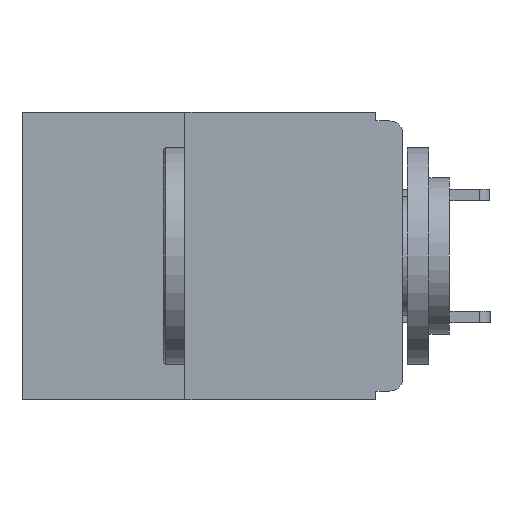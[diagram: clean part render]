
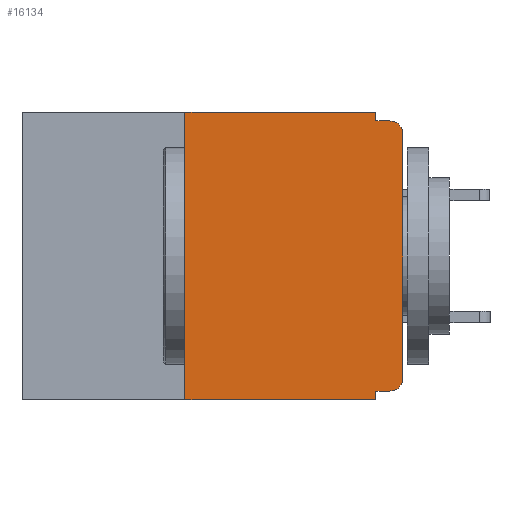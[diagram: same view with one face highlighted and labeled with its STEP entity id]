
A CAD part, left-side view. The second image highlights one B-rep face of the part: STEP entity #16134.
In plain terms, the highlighted planar face has unit normal (-1, 0, 0).
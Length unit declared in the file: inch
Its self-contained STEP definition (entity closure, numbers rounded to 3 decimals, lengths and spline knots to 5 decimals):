
#12 = LINE ( 'NONE', #14788, #12471 ) ;
#137 = VECTOR ( 'NONE', #703, 39.37008 ) ;
#249 = CARTESIAN_POINT ( 'NONE',  ( 0., 0.015, -0.32 ) ) ;
#384 = CARTESIAN_POINT ( 'NONE',  ( 0., 0.25, -0.33 ) ) ;
#588 = CIRCLE ( 'NONE', #18340, 0.015 ) ;
#703 = DIRECTION ( 'NONE',  ( 0., -1., 0. ) ) ;
#928 = CARTESIAN_POINT ( 'NONE',  ( 0., 0.015, -0.01 ) ) ;
#1710 = VECTOR ( 'NONE', #12247, 39.37008 ) ;
#2036 = CARTESIAN_POINT ( 'NONE',  ( 0., 0., 0. ) ) ;
#2300 = CARTESIAN_POINT ( 'NONE',  ( 0., 0.031, 0. ) ) ;
#2388 = DIRECTION ( 'NONE',  ( 0., 0., -1. ) ) ;
#3072 = EDGE_CURVE ( 'NONE', #16735, #10347, #9152, .T. ) ;
#3099 = DIRECTION ( 'NONE',  ( -1., 0., 0. ) ) ;
#3169 = EDGE_CURVE ( 'NONE', #6233, #11416, #7535, .T. ) ;
#3356 = VERTEX_POINT ( 'NONE', #5392 ) ;
#3420 = CIRCLE ( 'NONE', #5828, 0.015 ) ;
#4053 = DIRECTION ( 'NONE',  ( 0., 0., -1. ) ) ;
#4580 = CARTESIAN_POINT ( 'NONE',  ( 0., 0.437, 0. ) ) ;
#5392 = CARTESIAN_POINT ( 'NONE',  ( 0., 0.25, 0. ) ) ;
#5828 = AXIS2_PLACEMENT_3D ( 'NONE', #16205, #6094, #17892 ) ;
#6094 = DIRECTION ( 'NONE',  ( -1., 0., 0. ) ) ;
#6233 = VERTEX_POINT ( 'NONE', #17139 ) ;
#6410 = EDGE_CURVE ( 'NONE', #16735, #3356, #12, .T. ) ;
#6446 = AXIS2_PLACEMENT_3D ( 'NONE', #20789, #12476, #2388 ) ;
#6990 = VECTOR ( 'NONE', #4053, 39.37008 ) ;
#7050 = VERTEX_POINT ( 'NONE', #928 ) ;
#7116 = FACE_OUTER_BOUND ( 'NONE', #9122, .T. ) ;
#7535 = LINE ( 'NONE', #2036, #15991 ) ;
#8087 = CARTESIAN_POINT ( 'NONE',  ( 0., 0.031, -0.33 ) ) ;
#8461 = EDGE_CURVE ( 'NONE', #12056, #7050, #19069, .T. ) ;
#8734 = CARTESIAN_POINT ( 'NONE',  ( 0., 0.031, -0.32 ) ) ;
#8983 = ORIENTED_EDGE ( 'NONE', *, *, #3169, .T. ) ;
#9122 = EDGE_LOOP ( 'NONE', ( #8983, #10033, #10357, #11069, #11300, #12824, #13473, #15406, #16481, #19363 ) ) ;
#9152 = LINE ( 'NONE', #16830, #137 ) ;
#10033 = ORIENTED_EDGE ( 'NONE', *, *, #12626, .T. ) ;
#10077 = CARTESIAN_POINT ( 'NONE',  ( 0., 0., -0.025 ) ) ;
#10347 = VERTEX_POINT ( 'NONE', #20724 ) ;
#10357 = ORIENTED_EDGE ( 'NONE', *, *, #8461, .F. ) ;
#10790 = PLANE ( 'NONE',  #6446 ) ;
#11069 = ORIENTED_EDGE ( 'NONE', *, *, #18824, .F. ) ;
#11300 = ORIENTED_EDGE ( 'NONE', *, *, #13351, .F. ) ;
#11416 = VERTEX_POINT ( 'NONE', #10077 ) ;
#12056 = VERTEX_POINT ( 'NONE', #19735 ) ;
#12247 = DIRECTION ( 'NONE',  ( 0., -1., 0. ) ) ;
#12290 = DIRECTION ( 'NONE',  ( 0., 0., 1. ) ) ;
#12331 = CARTESIAN_POINT ( 'NONE',  ( 0., 0., -0.01 ) ) ;
#12471 = VECTOR ( 'NONE', #14564, 39.37008 ) ;
#12476 = DIRECTION ( 'NONE',  ( 1., 0., 0. ) ) ;
#12626 = EDGE_CURVE ( 'NONE', #11416, #7050, #3420, .T. ) ;
#12824 = ORIENTED_EDGE ( 'NONE', *, *, #6410, .F. ) ;
#13155 = CARTESIAN_POINT ( 'NONE',  ( 0., 0.015, -0.305 ) ) ;
#13351 = EDGE_CURVE ( 'NONE', #3356, #18166, #19097, .T. ) ;
#13473 = ORIENTED_EDGE ( 'NONE', *, *, #3072, .T. ) ;
#14287 = VERTEX_POINT ( 'NONE', #249 ) ;
#14564 = DIRECTION ( 'NONE',  ( 0., 0., 1. ) ) ;
#14621 = VECTOR ( 'NONE', #14628, 39.37008 ) ;
#14628 = DIRECTION ( 'NONE',  ( 0., -1., 0. ) ) ;
#14788 = CARTESIAN_POINT ( 'NONE',  ( 0., 0.25, -0.33 ) ) ;
#14831 = DIRECTION ( 'NONE',  ( 0., 0., -1. ) ) ;
#15047 = DIRECTION ( 'NONE',  ( 0., 1., 0. ) ) ;
#15406 = ORIENTED_EDGE ( 'NONE', *, *, #21412, .F. ) ;
#15501 = VECTOR ( 'NONE', #15047, 39.37008 ) ;
#15991 = VECTOR ( 'NONE', #12290, 39.37008 ) ;
#16134 = ADVANCED_FACE ( 'NONE', ( #7116 ), #10790, .F. ) ;
#16205 = CARTESIAN_POINT ( 'NONE',  ( 0., 0.015, -0.025 ) ) ;
#16481 = ORIENTED_EDGE ( 'NONE', *, *, #17950, .F. ) ;
#16714 = VERTEX_POINT ( 'NONE', #8734 ) ;
#16735 = VERTEX_POINT ( 'NONE', #384 ) ;
#16830 = CARTESIAN_POINT ( 'NONE',  ( 0., 0.437, -0.33 ) ) ;
#17139 = CARTESIAN_POINT ( 'NONE',  ( 0., 0., -0.305 ) ) ;
#17364 = CARTESIAN_POINT ( 'NONE',  ( 0., 0.031, 0. ) ) ;
#17892 = DIRECTION ( 'NONE',  ( 0., 0., -1. ) ) ;
#17950 = EDGE_CURVE ( 'NONE', #14287, #16714, #19963, .T. ) ;
#18166 = VERTEX_POINT ( 'NONE', #17364 ) ;
#18340 = AXIS2_PLACEMENT_3D ( 'NONE', #13155, #3099, #14831 ) ;
#18445 = LINE ( 'NONE', #8087, #18970 ) ;
#18824 = EDGE_CURVE ( 'NONE', #18166, #12056, #19921, .T. ) ;
#18970 = VECTOR ( 'NONE', #19872, 39.37008 ) ;
#19069 = LINE ( 'NONE', #12331, #1710 ) ;
#19097 = LINE ( 'NONE', #4580, #14621 ) ;
#19363 = ORIENTED_EDGE ( 'NONE', *, *, #19782, .T. ) ;
#19735 = CARTESIAN_POINT ( 'NONE',  ( 0., 0.031, -0.01 ) ) ;
#19782 = EDGE_CURVE ( 'NONE', #14287, #6233, #588, .T. ) ;
#19872 = DIRECTION ( 'NONE',  ( 0., 0., -1. ) ) ;
#19921 = LINE ( 'NONE', #2300, #6990 ) ;
#19963 = LINE ( 'NONE', #19977, #15501 ) ;
#19977 = CARTESIAN_POINT ( 'NONE',  ( 0., 0., -0.32 ) ) ;
#20724 = CARTESIAN_POINT ( 'NONE',  ( 0., 0.031, -0.33 ) ) ;
#20789 = CARTESIAN_POINT ( 'NONE',  ( 0., 0.437, 0. ) ) ;
#21412 = EDGE_CURVE ( 'NONE', #16714, #10347, #18445, .T. ) ;
